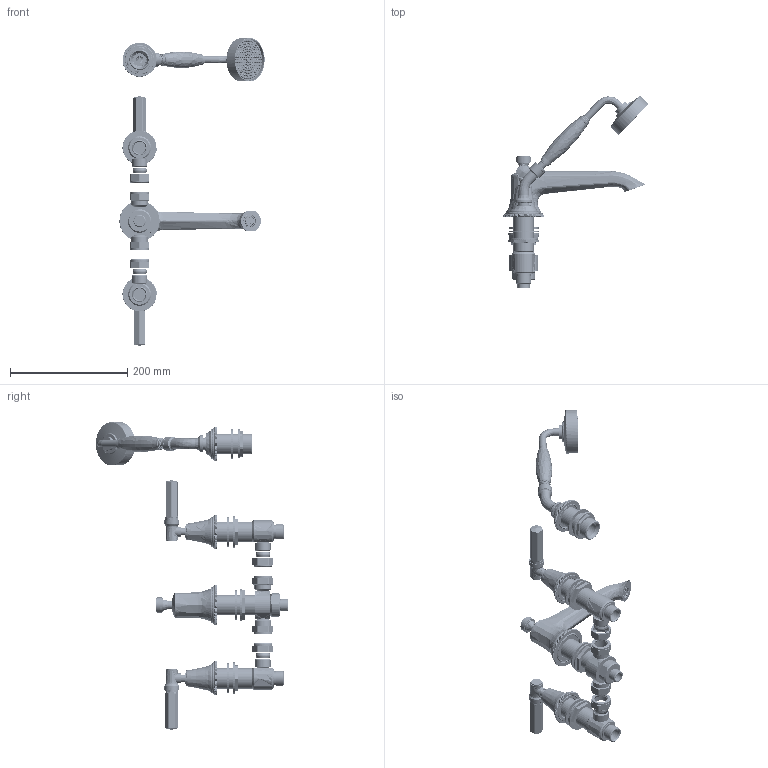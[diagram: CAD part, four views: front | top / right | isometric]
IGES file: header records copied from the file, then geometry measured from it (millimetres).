
Global section: file name: V6K49L; native system: Autodesk Inventor 2018; preprocessor: unknown; author: aduggalther; date: 20171024.082207; units: millimetre
Bounding box: 247.67 x 327.73 x 525 mm (x, y, z)
Volume: 875936.7 mm3; surface area: 435441.4 mm2
Topology: 96 solids, 102 shells, 6722 faces, 16689 edges, 10651 vertices
Faces by surface type: bspline 6722
